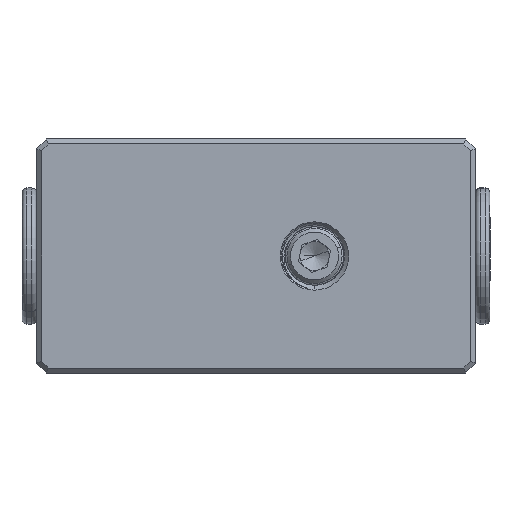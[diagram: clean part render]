
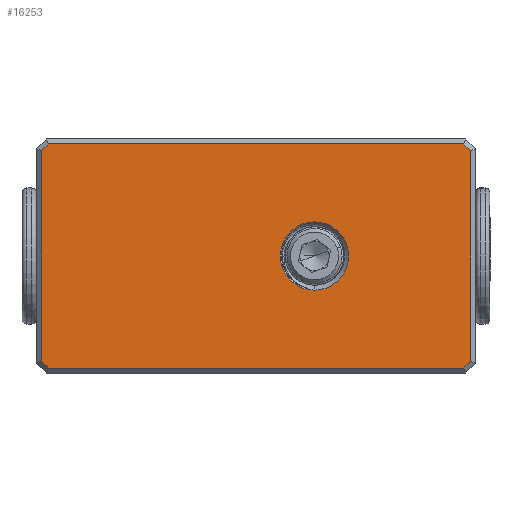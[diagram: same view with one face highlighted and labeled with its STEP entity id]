
A CAD part, front view. The second image highlights one B-rep face of the part: STEP entity #16253.
In plain terms, the highlighted planar face has unit normal (0, -1, 0).
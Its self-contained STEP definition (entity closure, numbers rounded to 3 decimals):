
#2052 = CARTESIAN_POINT ( 'NONE',  ( 29.618, 85.842, -11.5 ) ) ;
#2075 = DIRECTION ( 'NONE',  ( -1., 0., 0. ) ) ;
#2076 = DIRECTION ( 'NONE',  ( 0., 1., 0. ) ) ;
#2077 = CARTESIAN_POINT ( 'NONE',  ( 0., 85.842, 0. ) ) ;
#2078 = AXIS2_PLACEMENT_3D ( 'NONE', #2077, #2076, #2075 ) ;
#2080 = CARTESIAN_POINT ( 'NONE',  ( 72.204, 85.842, -11.5 ) ) ;
#2082 = DIRECTION ( 'NONE',  ( -1., 0., 0. ) ) ;
#2083 = DIRECTION ( 'NONE',  ( 0., 1., 0. ) ) ;
#2084 = CARTESIAN_POINT ( 'NONE',  ( 56.911, 85.842, 0. ) ) ;
#2085 = AXIS2_PLACEMENT_3D ( 'NONE', #2084, #2083, #2082 ) ;
#2090 = FACE_OUTER_BOUND ( 'NONE', #16240, .T. ) ;
#2092 = PLANE ( 'NONE',  #2078 ) ;
#2094 = CIRCLE ( 'NONE', #2085, 3.5 ) ;
#2095 = CARTESIAN_POINT ( 'NONE',  ( 29.618, 85.842, 11.5 ) ) ;
#2096 = FACE_BOUND ( 'NONE', #16292, .T. ) ;
#2097 = CARTESIAN_POINT ( 'NONE',  ( 72.911, 85.842, -10.793 ) ) ;
#2688 = LINE ( 'NONE', #2723, #2722 ) ;
#2689 = LINE ( 'NONE', #2726, #2725 ) ;
#2714 = CARTESIAN_POINT ( 'NONE',  ( 73.057, 85.842, -10.646 ) ) ;
#2715 = LINE ( 'NONE', #2714, #2762 ) ;
#2716 = DIRECTION ( 'NONE',  ( 0.707, 0., -0.707 ) ) ;
#2717 = VECTOR ( 'NONE', #2716, 1000. ) ;
#2718 = CARTESIAN_POINT ( 'NONE',  ( 29.764, 85.842, -11.646 ) ) ;
#2719 = LINE ( 'NONE', #2718, #2717 ) ;
#2720 = CARTESIAN_POINT ( 'NONE',  ( 72.911, 85.842, 10.793 ) ) ;
#2721 = DIRECTION ( 'NONE',  ( 0., 0., -1. ) ) ;
#2722 = VECTOR ( 'NONE', #2721, 1000. ) ;
#2723 = CARTESIAN_POINT ( 'NONE',  ( 28.911, 85.842, -11. ) ) ;
#2724 = DIRECTION ( 'NONE',  ( -0.707, 0., -0.707 ) ) ;
#2725 = VECTOR ( 'NONE', #2724, 1000. ) ;
#2726 = CARTESIAN_POINT ( 'NONE',  ( 28.764, 85.842, 10.646 ) ) ;
#2738 = DIRECTION ( 'NONE',  ( -1., 0., 0. ) ) ;
#2739 = VECTOR ( 'NONE', #2738, 1000. ) ;
#2740 = CARTESIAN_POINT ( 'NONE',  ( 29.411, 85.842, 11.5 ) ) ;
#2741 = LINE ( 'NONE', #2740, #2739 ) ;
#2743 = DIRECTION ( 'NONE',  ( -0.707, 0., 0.707 ) ) ;
#2744 = VECTOR ( 'NONE', #2743, 1000. ) ;
#2745 = CARTESIAN_POINT ( 'NONE',  ( 72.057, 85.842, 11.646 ) ) ;
#2746 = LINE ( 'NONE', #2745, #2744 ) ;
#2748 = DIRECTION ( 'NONE',  ( 0., 0., 1. ) ) ;
#2749 = VECTOR ( 'NONE', #2748, 1000. ) ;
#2750 = CARTESIAN_POINT ( 'NONE',  ( 72.911, 85.842, 11. ) ) ;
#2751 = LINE ( 'NONE', #2750, #2749 ) ;
#2752 = CARTESIAN_POINT ( 'NONE',  ( 28.911, 85.842, -10.793 ) ) ;
#2754 = CARTESIAN_POINT ( 'NONE',  ( 72.204, 85.842, 11.5 ) ) ;
#2756 = DIRECTION ( 'NONE',  ( 1., 0., 0. ) ) ;
#2757 = VECTOR ( 'NONE', #2756, 1000. ) ;
#2758 = CARTESIAN_POINT ( 'NONE',  ( 72.411, 85.842, -11.5 ) ) ;
#2759 = CARTESIAN_POINT ( 'NONE',  ( 28.911, 85.842, 10.793 ) ) ;
#2760 = LINE ( 'NONE', #2758, #2757 ) ;
#2761 = DIRECTION ( 'NONE',  ( 0.707, 0., 0.707 ) ) ;
#2762 = VECTOR ( 'NONE', #2761, 1000. ) ;
#10635 = CARTESIAN_POINT ( 'NONE',  ( 56.911, 85.842, 3.5 ) ) ;
#10901 = CARTESIAN_POINT ( 'NONE',  ( 56.911, 85.842, -3.5 ) ) ;
#10918 = AXIS2_PLACEMENT_3D ( 'NONE', #10928, #10927, #10926 ) ;
#10926 = DIRECTION ( 'NONE',  ( -1., 0., 0. ) ) ;
#10927 = DIRECTION ( 'NONE',  ( 0., 1., 0. ) ) ;
#10928 = CARTESIAN_POINT ( 'NONE',  ( 56.911, 85.842, 0. ) ) ;
#10931 = CIRCLE ( 'NONE', #10918, 3.5 ) ;
#16239 = VERTEX_POINT ( 'NONE', #2052 ) ;
#16240 = EDGE_LOOP ( 'NONE', ( #16296, #16255, #16247, #16306, #16302, #16286, #16289, #16291 ) ) ;
#16244 = VERTEX_POINT ( 'NONE', #2097 ) ;
#16245 = VERTEX_POINT ( 'NONE', #2095 ) ;
#16247 = ORIENTED_EDGE ( 'NONE', *, *, #16301, .T. ) ;
#16252 = EDGE_CURVE ( 'NONE', #28530, #28630, #2094, .T. ) ;
#16253 = ADVANCED_FACE ( 'NONE', ( #2090, #2096 ), #2092, .F. ) ;
#16254 = VERTEX_POINT ( 'NONE', #2080 ) ;
#16255 = ORIENTED_EDGE ( 'NONE', *, *, #16297, .T. ) ;
#16272 = ORIENTED_EDGE ( 'NONE', *, *, #16252, .T. ) ;
#16285 = EDGE_CURVE ( 'NONE', #16245, #16299, #2689, .T. ) ;
#16286 = ORIENTED_EDGE ( 'NONE', *, *, #16285, .T. ) ;
#16287 = EDGE_CURVE ( 'NONE', #16299, #16308, #2688, .T. ) ;
#16289 = ORIENTED_EDGE ( 'NONE', *, *, #16287, .T. ) ;
#16290 = EDGE_CURVE ( 'NONE', #16308, #16239, #2719, .T. ) ;
#16291 = ORIENTED_EDGE ( 'NONE', *, *, #16290, .T. ) ;
#16292 = EDGE_LOOP ( 'NONE', ( #16293, #16272 ) ) ;
#16293 = ORIENTED_EDGE ( 'NONE', *, *, #28631, .T. ) ;
#16296 = ORIENTED_EDGE ( 'NONE', *, *, #16298, .T. ) ;
#16297 = EDGE_CURVE ( 'NONE', #16254, #16244, #2715, .T. ) ;
#16298 = EDGE_CURVE ( 'NONE', #16239, #16254, #2760, .T. ) ;
#16299 = VERTEX_POINT ( 'NONE', #2759 ) ;
#16300 = VERTEX_POINT ( 'NONE', #2720 ) ;
#16301 = EDGE_CURVE ( 'NONE', #16244, #16300, #2751, .T. ) ;
#16302 = ORIENTED_EDGE ( 'NONE', *, *, #16307, .T. ) ;
#16303 = VERTEX_POINT ( 'NONE', #2754 ) ;
#16304 = EDGE_CURVE ( 'NONE', #16300, #16303, #2746, .T. ) ;
#16306 = ORIENTED_EDGE ( 'NONE', *, *, #16304, .T. ) ;
#16307 = EDGE_CURVE ( 'NONE', #16303, #16245, #2741, .T. ) ;
#16308 = VERTEX_POINT ( 'NONE', #2752 ) ;
#28530 = VERTEX_POINT ( 'NONE', #10635 ) ;
#28630 = VERTEX_POINT ( 'NONE', #10901 ) ;
#28631 = EDGE_CURVE ( 'NONE', #28630, #28530, #10931, .T. ) ;
